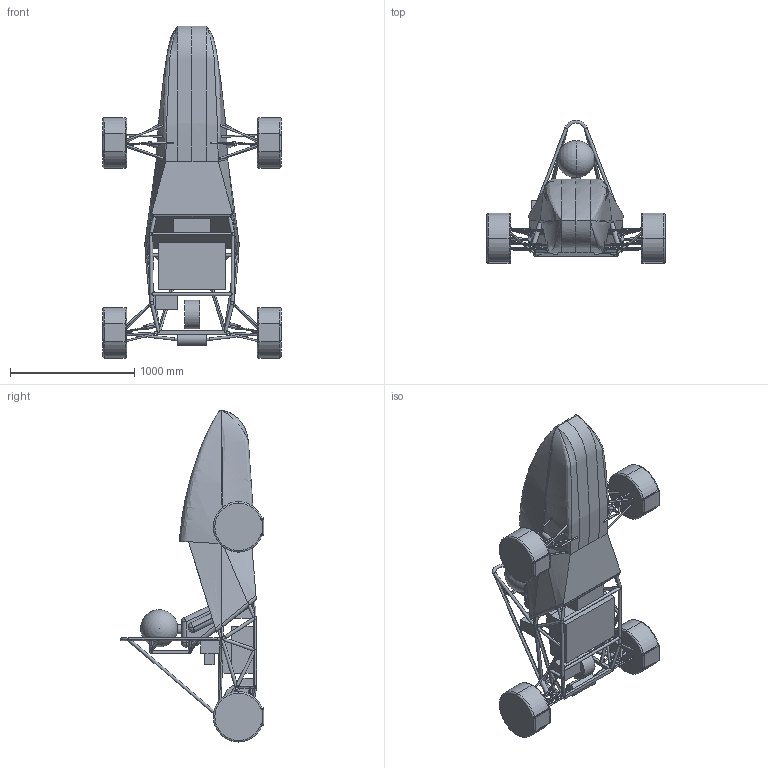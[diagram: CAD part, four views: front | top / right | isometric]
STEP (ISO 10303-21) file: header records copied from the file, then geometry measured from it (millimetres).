
FILE_DESCRIPTION (( 'STEP AP214' ), '1' );
FILE_NAME ('CFD_Block_Model_NFR25_v1.STEP', '2024-08-11T19:26:59', ( '' ), ( '' ), 'SwSTEP 2.0', 'SolidWorks 2024', '' );
FILE_SCHEMA (( 'AUTOMOTIVE_DESIGN' ));
Length unit declared in the file: inch
Products named in the file (1): CFD_Block_Model_NFR25_v1
Bounding box: 1435.1 x 1155.7 x 2675.64 mm (x, y, z)
Volume: 596155617.2 mm3; surface area: 9407874.8 mm2
Topology: 5 solids, 5 shells, 515 faces, 1658 edges, 1064 vertices
Faces by surface type: cylinder 291, plane 91, torus 87, bspline 32, sphere 14
Entity records: 31936 total; most frequent: CARTESIAN_POINT 18954, ORIENTED_EDGE 3270, DIRECTION 2188, EDGE_CURVE 1635, VERTEX_POINT 1061, AXIS2_PLACEMENT_3D 856, EDGE_LOOP 570, ADVANCED_FACE 515
